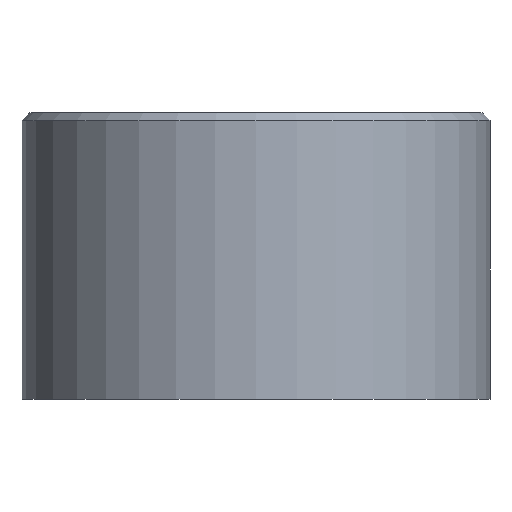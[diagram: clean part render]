
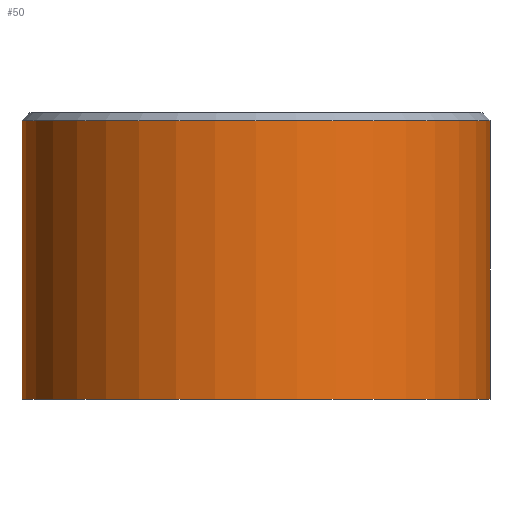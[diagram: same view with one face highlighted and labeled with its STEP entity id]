
A CAD part, front view. The second image highlights one B-rep face of the part: STEP entity #50.
In plain terms, the highlighted cylindrical face has radius 14.7 mm (diameter 29.4 mm), a full revolution.
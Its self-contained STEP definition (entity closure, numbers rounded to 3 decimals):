
#50=ADVANCED_FACE('',(#68,#69),#61,.T.);
#61=CYLINDRICAL_SURFACE('',#172,14.7);
#68=FACE_BOUND('',#90,.T.);
#69=FACE_BOUND('',#91,.T.);
#90=EDGE_LOOP('',(#112));
#91=EDGE_LOOP('',(#113));
#112=ORIENTED_EDGE('',*,*,#145,.T.);
#113=ORIENTED_EDGE('',*,*,#146,.T.);
#134=VERTEX_POINT('',#244);
#135=VERTEX_POINT('',#246);
#145=EDGE_CURVE('',#134,#134,#156,.T.);
#146=EDGE_CURVE('',#135,#135,#157,.T.);
#156=CIRCLE('',#170,14.7);
#157=CIRCLE('',#171,14.7);
#170=AXIS2_PLACEMENT_3D('',#243,#200,#201);
#171=AXIS2_PLACEMENT_3D('',#245,#202,#203);
#172=AXIS2_PLACEMENT_3D('',#247,#204,#205);
#200=DIRECTION('',(0.,0.,-1.));
#201=DIRECTION('',(1.,0.,0.));
#202=DIRECTION('',(0.,0.,1.));
#203=DIRECTION('',(1.,0.,0.));
#204=DIRECTION('',(0.,0.,-1.));
#205=DIRECTION('',(-1.,0.,0.));
#243=CARTESIAN_POINT('',(0.,0.,17.5));
#244=CARTESIAN_POINT('',(14.7,0.,17.5));
#245=CARTESIAN_POINT('',(0.,0.,0.));
#246=CARTESIAN_POINT('',(14.7,0.,0.));
#247=CARTESIAN_POINT('',(0.,0.,18.));
